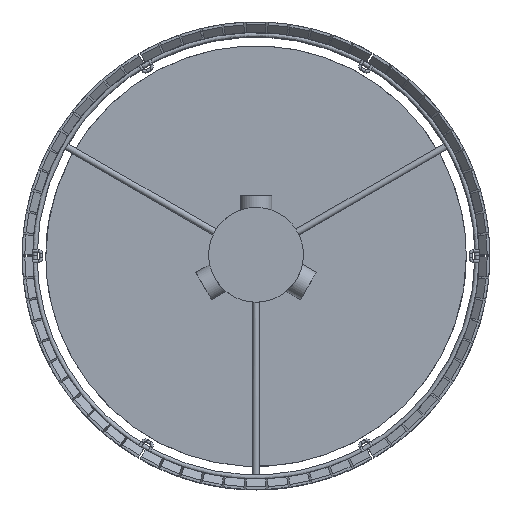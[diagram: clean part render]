
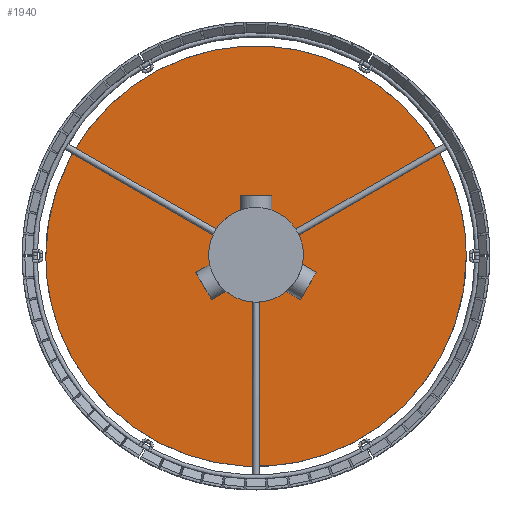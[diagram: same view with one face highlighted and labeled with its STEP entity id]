
A CAD part, top view. The second image highlights one B-rep face of the part: STEP entity #1940.
In plain terms, the highlighted planar face has unit normal (0, 0, 1).
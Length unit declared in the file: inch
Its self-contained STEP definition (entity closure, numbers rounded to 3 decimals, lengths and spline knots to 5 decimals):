
#217=(
BOUNDED_CURVE()
B_SPLINE_CURVE(2,(#46139,#46140,#46141,#46142,#46143),.UNSPECIFIED.,.F.,
 .F.)
B_SPLINE_CURVE_WITH_KNOTS((3,2,3),(0.,1.5708,3.14159),
 .UNSPECIFIED.)
CURVE()
GEOMETRIC_REPRESENTATION_ITEM()
RATIONAL_B_SPLINE_CURVE((1.,0.707,1.,0.707,1.))
REPRESENTATION_ITEM('')
);
#220=(
BOUNDED_CURVE()
B_SPLINE_CURVE(2,(#46158,#46159,#46160,#46161,#46162),.UNSPECIFIED.,.F.,
 .F.)
B_SPLINE_CURVE_WITH_KNOTS((3,2,3),(1.,2.5708,4.14159),
 .UNSPECIFIED.)
CURVE()
GEOMETRIC_REPRESENTATION_ITEM()
RATIONAL_B_SPLINE_CURVE((1.,0.707,1.,0.707,1.))
REPRESENTATION_ITEM('')
);
#221=(
BOUNDED_CURVE()
B_SPLINE_CURVE(2,(#46163,#46164,#46165,#46166,#46167),.UNSPECIFIED.,.F.,
 .F.)
B_SPLINE_CURVE_WITH_KNOTS((3,2,3),(0.,1.5708,3.14159),
 .UNSPECIFIED.)
CURVE()
GEOMETRIC_REPRESENTATION_ITEM()
RATIONAL_B_SPLINE_CURVE((1.,0.707,1.,0.707,1.))
REPRESENTATION_ITEM('')
);
#223=(
BOUNDED_CURVE()
B_SPLINE_CURVE(2,(#46177,#46178,#46179,#46180,#46181),.UNSPECIFIED.,.F.,
 .F.)
B_SPLINE_CURVE_WITH_KNOTS((3,2,3),(1.,2.5708,4.14159),
 .UNSPECIFIED.)
CURVE()
GEOMETRIC_REPRESENTATION_ITEM()
RATIONAL_B_SPLINE_CURVE((1.,0.707,1.,0.707,1.))
REPRESENTATION_ITEM('')
);
#224=(
BOUNDED_CURVE()
B_SPLINE_CURVE(2,(#46182,#46183,#46184,#46185,#46186),.UNSPECIFIED.,.F.,
 .F.)
B_SPLINE_CURVE_WITH_KNOTS((3,2,3),(0.,1.5708,3.14159),
 .UNSPECIFIED.)
CURVE()
GEOMETRIC_REPRESENTATION_ITEM()
RATIONAL_B_SPLINE_CURVE((1.,0.707,1.,0.707,1.))
REPRESENTATION_ITEM('')
);
#226=(
BOUNDED_CURVE()
B_SPLINE_CURVE(2,(#46196,#46197,#46198,#46199,#46200),.UNSPECIFIED.,.F.,
 .F.)
B_SPLINE_CURVE_WITH_KNOTS((3,2,3),(1.,2.5708,4.14159),
 .UNSPECIFIED.)
CURVE()
GEOMETRIC_REPRESENTATION_ITEM()
RATIONAL_B_SPLINE_CURVE((1.,0.707,1.,0.707,1.))
REPRESENTATION_ITEM('')
);
#229=(
BOUNDED_CURVE()
B_SPLINE_CURVE(2,(#46211,#46212,#46213,#46214,#46215),.UNSPECIFIED.,.F.,
 .F.)
B_SPLINE_CURVE_WITH_KNOTS((3,2,3),(4.14159,5.71239,7.28319),
 .UNSPECIFIED.)
CURVE()
GEOMETRIC_REPRESENTATION_ITEM()
RATIONAL_B_SPLINE_CURVE((1.,0.707,1.,0.707,1.))
REPRESENTATION_ITEM('')
);
#230=(
BOUNDED_CURVE()
B_SPLINE_CURVE(2,(#46218,#46219,#46220,#46221,#46222),.UNSPECIFIED.,.F.,
 .F.)
B_SPLINE_CURVE_WITH_KNOTS((3,2,3),(5.14159,6.71239,8.28319),
 .UNSPECIFIED.)
CURVE()
GEOMETRIC_REPRESENTATION_ITEM()
RATIONAL_B_SPLINE_CURVE((1.,0.707,1.,0.707,1.))
REPRESENTATION_ITEM('')
);
#378=PLANE('',#17711);
#1940=ADVANCED_FACE('',(#3111,#2164,#2165,#2166),#378,.T.);
#2164=FACE_BOUND('',#4278,.T.);
#2165=FACE_BOUND('',#4279,.T.);
#2166=FACE_BOUND('',#4280,.T.);
#3111=FACE_OUTER_BOUND('',#4277,.T.);
#4277=EDGE_LOOP('',(#9568,#9569));
#4278=EDGE_LOOP('',(#9570,#9571));
#4279=EDGE_LOOP('',(#9572,#9573));
#4280=EDGE_LOOP('',(#9574,#9575));
#9568=ORIENTED_EDGE('',*,*,#12481,.F.);
#9569=ORIENTED_EDGE('',*,*,#12483,.F.);
#9570=ORIENTED_EDGE('',*,*,#12474,.T.);
#9571=ORIENTED_EDGE('',*,*,#12478,.T.);
#9572=ORIENTED_EDGE('',*,*,#12469,.T.);
#9573=ORIENTED_EDGE('',*,*,#12473,.T.);
#9574=ORIENTED_EDGE('',*,*,#12463,.T.);
#9575=ORIENTED_EDGE('',*,*,#12468,.T.);
#12463=EDGE_CURVE('',#16756,#16759,#217,.T.);
#12468=EDGE_CURVE('',#16759,#16756,#220,.T.);
#12469=EDGE_CURVE('',#16760,#16763,#221,.T.);
#12473=EDGE_CURVE('',#16763,#16760,#223,.T.);
#12474=EDGE_CURVE('',#16764,#16767,#224,.T.);
#12478=EDGE_CURVE('',#16767,#16764,#226,.T.);
#12481=EDGE_CURVE('',#16771,#16770,#229,.T.);
#12483=EDGE_CURVE('',#16770,#16771,#230,.T.);
#16756=VERTEX_POINT('',#46123);
#16759=VERTEX_POINT('',#46126);
#16760=VERTEX_POINT('',#46127);
#16763=VERTEX_POINT('',#46130);
#16764=VERTEX_POINT('',#46131);
#16767=VERTEX_POINT('',#46134);
#16770=VERTEX_POINT('',#46137);
#16771=VERTEX_POINT('',#46138);
#17711=AXIS2_PLACEMENT_3D('',#46086,#17780,$);
#17780=DIRECTION('',(0.,0.,1.));
#46086=CARTESIAN_POINT('',(10.10419,10.10419,1.3765));
#46123=CARTESIAN_POINT('',(0.10937,-8.88,1.3765));
#46126=CARTESIAN_POINT('',(-0.10938,-8.88,1.3765));
#46127=CARTESIAN_POINT('',(-7.58093,4.44,1.3765));
#46130=CARTESIAN_POINT('',(-7.79968,4.44,1.3765));
#46131=CARTESIAN_POINT('',(7.79968,4.44,1.3765));
#46134=CARTESIAN_POINT('',(7.58093,4.44,1.3765));
#46137=CARTESIAN_POINT('',(-9.98438,0.,1.3765));
#46138=CARTESIAN_POINT('',(9.98437,0.,1.3765));
#46139=CARTESIAN_POINT('',(0.10937,-8.88,1.3765));
#46140=CARTESIAN_POINT('',(0.10937,-8.98937,1.3765));
#46141=CARTESIAN_POINT('',(0.,-8.98937,1.3765));
#46142=CARTESIAN_POINT('',(-0.10938,-8.98937,1.3765));
#46143=CARTESIAN_POINT('',(-0.10938,-8.88,1.3765));
#46158=CARTESIAN_POINT('',(-0.10938,-8.88,1.3765));
#46159=CARTESIAN_POINT('',(-0.10938,-8.77062,1.3765));
#46160=CARTESIAN_POINT('',(0.,-8.77062,1.3765));
#46161=CARTESIAN_POINT('',(0.10937,-8.77062,1.3765));
#46162=CARTESIAN_POINT('',(0.10937,-8.88,1.3765));
#46163=CARTESIAN_POINT('',(-7.58093,4.44,1.3765));
#46164=CARTESIAN_POINT('',(-7.58093,4.33063,1.3765));
#46165=CARTESIAN_POINT('',(-7.69031,4.33063,1.3765));
#46166=CARTESIAN_POINT('',(-7.79968,4.33063,1.3765));
#46167=CARTESIAN_POINT('',(-7.79968,4.44,1.3765));
#46177=CARTESIAN_POINT('',(-7.79968,4.44,1.3765));
#46178=CARTESIAN_POINT('',(-7.79968,4.54938,1.3765));
#46179=CARTESIAN_POINT('',(-7.69031,4.54938,1.3765));
#46180=CARTESIAN_POINT('',(-7.58093,4.54938,1.3765));
#46181=CARTESIAN_POINT('',(-7.58093,4.44,1.3765));
#46182=CARTESIAN_POINT('',(7.79968,4.44,1.3765));
#46183=CARTESIAN_POINT('',(7.79968,4.33062,1.3765));
#46184=CARTESIAN_POINT('',(7.69031,4.33062,1.3765));
#46185=CARTESIAN_POINT('',(7.58093,4.33062,1.3765));
#46186=CARTESIAN_POINT('',(7.58093,4.44,1.3765));
#46196=CARTESIAN_POINT('',(7.58093,4.44,1.3765));
#46197=CARTESIAN_POINT('',(7.58093,4.54937,1.3765));
#46198=CARTESIAN_POINT('',(7.69031,4.54937,1.3765));
#46199=CARTESIAN_POINT('',(7.79968,4.54937,1.3765));
#46200=CARTESIAN_POINT('',(7.79968,4.44,1.3765));
#46211=CARTESIAN_POINT('',(9.98437,0.,1.3765));
#46212=CARTESIAN_POINT('',(9.98437,-9.98438,1.3765));
#46213=CARTESIAN_POINT('',(0.,-9.98437,1.3765));
#46214=CARTESIAN_POINT('',(-9.98438,-9.98437,1.3765));
#46215=CARTESIAN_POINT('',(-9.98438,0.,1.3765));
#46218=CARTESIAN_POINT('',(-9.98438,0.,1.3765));
#46219=CARTESIAN_POINT('',(-9.98437,9.98438,1.3765));
#46220=CARTESIAN_POINT('',(0.,9.98438,1.3765));
#46221=CARTESIAN_POINT('',(9.98438,9.98438,1.3765));
#46222=CARTESIAN_POINT('',(9.98437,0.,1.3765));
